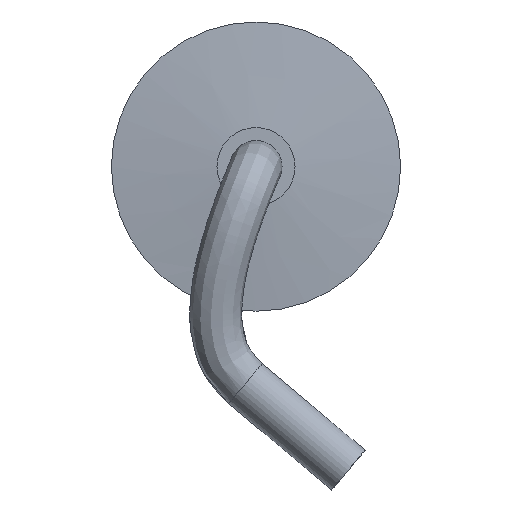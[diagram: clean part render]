
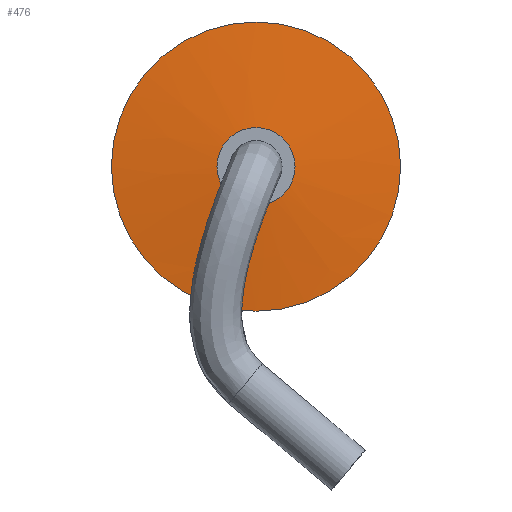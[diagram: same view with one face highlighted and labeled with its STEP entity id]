
A CAD part, left-side view. The second image highlights one B-rep face of the part: STEP entity #476.
In plain terms, the highlighted free-form (B-spline) face has degree [2, 2] with [3, 9] control points.
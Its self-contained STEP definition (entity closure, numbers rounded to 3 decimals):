
#29=(
BOUNDED_SURFACE()
B_SPLINE_SURFACE(2,2,((#990,#991,#992,#993,#994,#995,#996,#997,#998),(#999,
#1000,#1001,#1002,#1003,#1004,#1005,#1006,#1007),(#1008,#1009,#1010,#1011,
#1012,#1013,#1014,#1015,#1016)),.UNSPECIFIED.,.F.,.T.,.F.)
B_SPLINE_SURFACE_WITH_KNOTS((3,3),(3,2,2,2,3),(1.468,1.477),
(-3.142,-1.571,0.,1.571,3.142),
 .UNSPECIFIED.)
GEOMETRIC_REPRESENTATION_ITEM()
RATIONAL_B_SPLINE_SURFACE(((1.,0.707,1.,0.707,1.,
0.707,1.,0.707,1.),(1.,0.707,
1.,0.707,1.,0.707,
1.,0.707,1.),(1.,0.707,
1.,0.707,1.,0.707,1.,0.707,1.)))
REPRESENTATION_ITEM('')
SURFACE()
);
#90=FACE_OUTER_BOUND('',#126,.T.);
#126=EDGE_LOOP('',(#323,#324,#325,#326));
#157=CIRCLE('',#522,0.675);
#164=CIRCLE('',#532,2.5);
#165=CIRCLE('',#533,217.163);
#205=VERTEX_POINT('',#784);
#212=VERTEX_POINT('',#1017);
#240=EDGE_CURVE('',#205,#205,#157,.T.);
#250=EDGE_CURVE('',#212,#212,#164,.T.);
#251=EDGE_CURVE('',#212,#205,#165,.T.);
#323=ORIENTED_EDGE('',*,*,#250,.F.);
#324=ORIENTED_EDGE('',*,*,#251,.T.);
#325=ORIENTED_EDGE('',*,*,#240,.T.);
#326=ORIENTED_EDGE('',*,*,#251,.F.);
#476=ADVANCED_FACE('',(#90),#29,.F.);
#522=AXIS2_PLACEMENT_3D('',#785,#607,#608);
#532=AXIS2_PLACEMENT_3D('',#1018,#629,#630);
#533=AXIS2_PLACEMENT_3D('',#1019,#631,#632);
#607=DIRECTION('center_axis',(1.,0.,0.));
#608=DIRECTION('ref_axis',(0.,0.766,0.643));
#629=DIRECTION('center_axis',(1.,0.,0.));
#630=DIRECTION('ref_axis',(0.,0.766,0.643));
#631=DIRECTION('center_axis',(0.,0.643,-0.766));
#632=DIRECTION('ref_axis',(0.,-0.766,-0.643));
#784=CARTESIAN_POINT('',(1.62,-0.517,2.166));
#785=CARTESIAN_POINT('Origin',(1.62,0.,2.6));
#990=CARTESIAN_POINT('Ctrl Pts',(1.8,-1.915,0.993));
#991=CARTESIAN_POINT('Ctrl Pts',(1.8,-3.522,2.908));
#992=CARTESIAN_POINT('Ctrl Pts',(1.8,-1.607,4.515));
#993=CARTESIAN_POINT('Ctrl Pts',(1.8,0.308,6.122));
#994=CARTESIAN_POINT('Ctrl Pts',(1.8,1.915,4.207));
#995=CARTESIAN_POINT('Ctrl Pts',(1.8,3.522,2.292));
#996=CARTESIAN_POINT('Ctrl Pts',(1.8,1.607,0.685));
#997=CARTESIAN_POINT('Ctrl Pts',(1.8,-0.308,-0.922));
#998=CARTESIAN_POINT('Ctrl Pts',(1.8,-1.915,0.993));
#999=CARTESIAN_POINT('Ctrl Pts',(1.706,-1.216,1.579));
#1000=CARTESIAN_POINT('Ctrl Pts',(1.706,-2.237,2.796));
#1001=CARTESIAN_POINT('Ctrl Pts',(1.706,-1.021,3.816));
#1002=CARTESIAN_POINT('Ctrl Pts',(1.706,0.196,4.837));
#1003=CARTESIAN_POINT('Ctrl Pts',(1.706,1.216,3.621));
#1004=CARTESIAN_POINT('Ctrl Pts',(1.706,2.237,2.404));
#1005=CARTESIAN_POINT('Ctrl Pts',(1.706,1.021,1.384));
#1006=CARTESIAN_POINT('Ctrl Pts',(1.706,-0.196,0.363));
#1007=CARTESIAN_POINT('Ctrl Pts',(1.706,-1.216,1.579));
#1008=CARTESIAN_POINT('Ctrl Pts',(1.62,-0.517,2.166));
#1009=CARTESIAN_POINT('Ctrl Pts',(1.62,-0.951,2.683));
#1010=CARTESIAN_POINT('Ctrl Pts',(1.62,-0.434,3.117));
#1011=CARTESIAN_POINT('Ctrl Pts',(1.62,0.083,3.551));
#1012=CARTESIAN_POINT('Ctrl Pts',(1.62,0.517,3.034));
#1013=CARTESIAN_POINT('Ctrl Pts',(1.62,0.951,2.517));
#1014=CARTESIAN_POINT('Ctrl Pts',(1.62,0.434,2.083));
#1015=CARTESIAN_POINT('Ctrl Pts',(1.62,-0.083,
1.649));
#1016=CARTESIAN_POINT('Ctrl Pts',(1.62,-0.517,2.166));
#1017=CARTESIAN_POINT('',(1.8,-1.915,0.993));
#1018=CARTESIAN_POINT('Origin',(1.8,0.,2.6));
#1019=CARTESIAN_POINT('Origin',(217.822,15.112,15.281));
